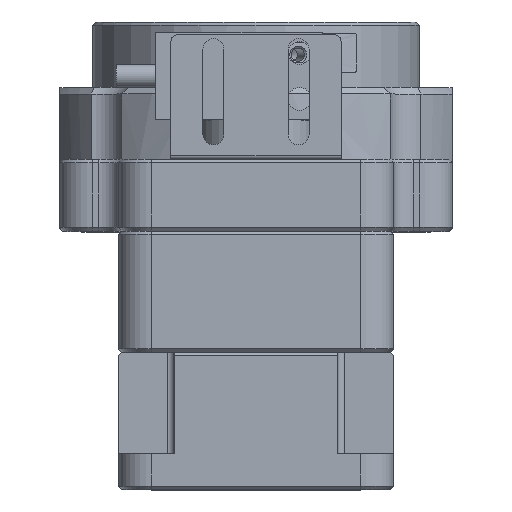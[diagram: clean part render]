
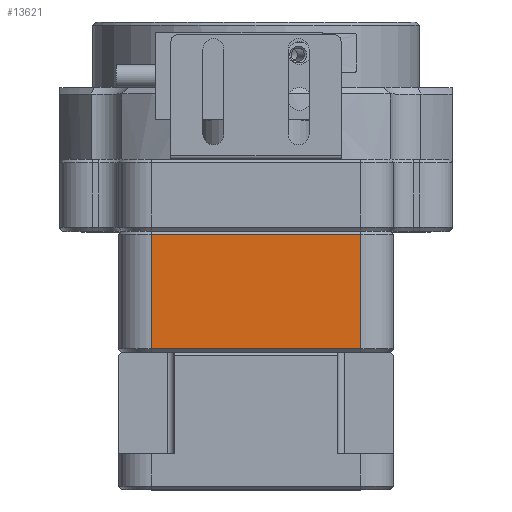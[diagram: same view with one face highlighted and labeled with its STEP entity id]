
A CAD part, top view. The second image highlights one B-rep face of the part: STEP entity #13621.
In plain terms, the highlighted planar face has unit normal (0, 0, 1).
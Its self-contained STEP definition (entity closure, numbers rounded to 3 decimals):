
#1271 = AXIS2_PLACEMENT_3D ( 'NONE', #22233, #22223, #22209 ) ;
#1349 = DIRECTION ( 'NONE',  ( 0., -1., 0. ) ) ;
#1380 = CARTESIAN_POINT ( 'NONE',  ( -16., 0., 53. ) ) ;
#1382 = LINE ( 'NONE', #1380, #22711 ) ;
#2829 = DIRECTION ( 'NONE',  ( 1., 0., 0. ) ) ;
#2834 = CARTESIAN_POINT ( 'NONE',  ( 16., -18., 53. ) ) ;
#2860 = LINE ( 'NONE', #2834, #16844 ) ;
#3115 = VERTEX_POINT ( 'NONE', #9788 ) ;
#3652 = EDGE_CURVE ( 'NONE', #3115, #8178, #2860, .T. ) ;
#4789 = CARTESIAN_POINT ( 'NONE',  ( 16., -0.5, 53. ) ) ;
#5449 = ORIENTED_EDGE ( 'NONE', *, *, #26116, .T. ) ;
#5579 = ORIENTED_EDGE ( 'NONE', *, *, #3652, .T. ) ;
#5617 = ORIENTED_EDGE ( 'NONE', *, *, #23709, .F. ) ;
#5687 = ORIENTED_EDGE ( 'NONE', *, *, #22441, .T. ) ;
#6476 = DIRECTION ( 'NONE',  ( -1., 0., 0. ) ) ;
#6507 = CARTESIAN_POINT ( 'NONE',  ( -16., -0.5, 53. ) ) ;
#6513 = LINE ( 'NONE', #6507, #15070 ) ;
#6647 = VERTEX_POINT ( 'NONE', #17805 ) ;
#8178 = VERTEX_POINT ( 'NONE', #23430 ) ;
#9788 = CARTESIAN_POINT ( 'NONE',  ( -16., -18., 53. ) ) ;
#13621 = ADVANCED_FACE ( 'NONE', ( #22261 ), #22237, .F. ) ;
#13724 = VECTOR ( 'NONE', #24811, 1000. ) ;
#15070 = VECTOR ( 'NONE', #6476, 1000. ) ;
#16844 = VECTOR ( 'NONE', #2829, 1000. ) ;
#17495 = EDGE_LOOP ( 'NONE', ( #5449, #5579, #5617, #5687 ) ) ;
#17805 = CARTESIAN_POINT ( 'NONE',  ( -16., -0.5, 53. ) ) ;
#22209 = DIRECTION ( 'NONE',  ( -1., 0., 0. ) ) ;
#22223 = DIRECTION ( 'NONE',  ( 0., 0., -1. ) ) ;
#22233 = CARTESIAN_POINT ( 'NONE',  ( 16., 0., 53. ) ) ;
#22237 = PLANE ( 'NONE',  #1271 ) ;
#22261 = FACE_OUTER_BOUND ( 'NONE', #17495, .T. ) ;
#22441 = EDGE_CURVE ( 'NONE', #22626, #6647, #6513, .T. ) ;
#22626 = VERTEX_POINT ( 'NONE', #4789 ) ;
#22711 = VECTOR ( 'NONE', #1349, 1000. ) ;
#23430 = CARTESIAN_POINT ( 'NONE',  ( 16., -18., 53. ) ) ;
#23709 = EDGE_CURVE ( 'NONE', #22626, #8178, #24843, .T. ) ;
#24811 = DIRECTION ( 'NONE',  ( 0., -1., 0. ) ) ;
#24814 = CARTESIAN_POINT ( 'NONE',  ( 16., 0., 53. ) ) ;
#24843 = LINE ( 'NONE', #24814, #13724 ) ;
#26116 = EDGE_CURVE ( 'NONE', #6647, #3115, #1382, .T. ) ;
